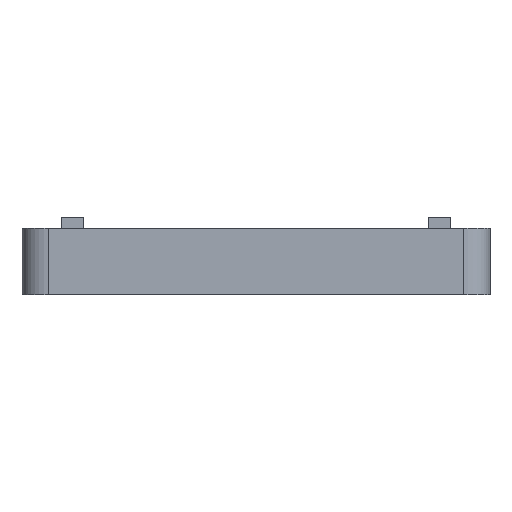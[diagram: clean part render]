
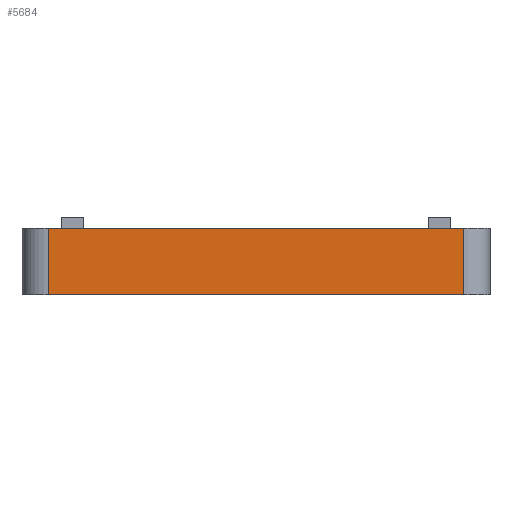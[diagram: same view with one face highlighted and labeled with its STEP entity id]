
A CAD part, front view. The second image highlights one B-rep face of the part: STEP entity #5684.
In plain terms, the highlighted planar face has unit normal (0, -1, 0).
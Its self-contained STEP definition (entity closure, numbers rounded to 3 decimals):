
#869=FACE_OUTER_BOUND('',#1209,.T.);
#1209=EDGE_LOOP('',(#5154,#5155,#5156,#5157));
#1298=LINE('',#6819,#1777);
#1676=LINE('',#11155,#2155);
#1686=LINE('',#11190,#2165);
#1688=LINE('',#11193,#2167);
#1777=VECTOR('',#5988,10.);
#2155=VECTOR('',#6558,10.);
#2165=VECTOR('',#6586,10.);
#2167=VECTOR('',#6590,10.);
#2247=VERTEX_POINT('',#6816);
#2248=VERTEX_POINT('',#6818);
#2729=VERTEX_POINT('',#11152);
#2730=VERTEX_POINT('',#11154);
#2817=EDGE_CURVE('',#2248,#2247,#1298,.T.);
#3541=EDGE_CURVE('',#2729,#2730,#1676,.T.);
#3559=EDGE_CURVE('',#2248,#2729,#1686,.T.);
#3561=EDGE_CURVE('',#2730,#2247,#1688,.T.);
#5154=ORIENTED_EDGE('',*,*,#3559,.F.);
#5155=ORIENTED_EDGE('',*,*,#2817,.T.);
#5156=ORIENTED_EDGE('',*,*,#3561,.F.);
#5157=ORIENTED_EDGE('',*,*,#3541,.F.);
#5387=PLANE('',#5855);
#5684=ADVANCED_FACE('',(#869),#5387,.T.);
#5855=AXIS2_PLACEMENT_3D('',#11192,#6588,#6589);
#5988=DIRECTION('',(-1.,0.,0.));
#6558=DIRECTION('',(-1.,0.,0.));
#6586=DIRECTION('',(0.,0.,-1.));
#6588=DIRECTION('center_axis',(0.,-1.,0.));
#6589=DIRECTION('ref_axis',(1.,0.,0.));
#6590=DIRECTION('',(0.,0.,1.));
#6816=CARTESIAN_POINT('',(-5.5,-11.,7.5));
#6818=CARTESIAN_POINT('',(41.5,-11.,7.5));
#6819=CARTESIAN_POINT('',(4.75,-11.,7.5));
#11152=CARTESIAN_POINT('',(41.5,-11.,0.));
#11154=CARTESIAN_POINT('',(-5.5,-11.,0.));
#11155=CARTESIAN_POINT('',(44.5,-11.,0.));
#11190=CARTESIAN_POINT('',(41.5,-11.,0.));
#11192=CARTESIAN_POINT('Origin',(-8.5,-11.,0.));
#11193=CARTESIAN_POINT('',(-5.5,-11.,0.));
